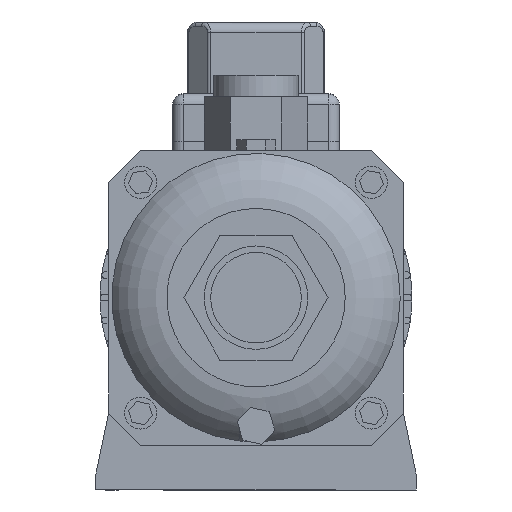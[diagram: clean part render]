
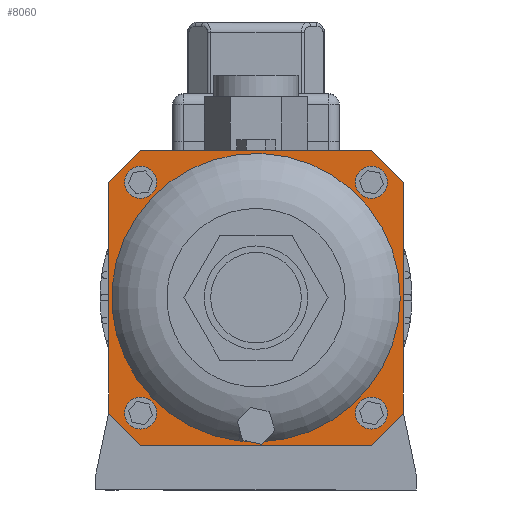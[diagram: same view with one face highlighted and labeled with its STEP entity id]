
A CAD part, left-side view. The second image highlights one B-rep face of the part: STEP entity #8060.
In plain terms, the highlighted planar face has unit normal (-1, 0, 0).
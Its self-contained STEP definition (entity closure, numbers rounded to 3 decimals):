
#164=FACE_BOUND($,#1354,.T.);
#165=FACE_BOUND($,#1355,.T.);
#166=FACE_BOUND($,#1356,.T.);
#167=FACE_BOUND($,#1357,.T.);
#168=FACE_BOUND($,#1358,.T.);
#439=PLANE($,#8816);
#862=FACE_OUTER_BOUND($,#1353,.T.);
#1353=EDGE_LOOP($,(#7070,#7071,#7072,#7073,#7074,#7075,#7076,#7077));
#1354=EDGE_LOOP($,(#7078,#7079));
#1355=EDGE_LOOP($,(#7080));
#1356=EDGE_LOOP($,(#7081));
#1357=EDGE_LOOP($,(#7082));
#1358=EDGE_LOOP($,(#7083));
#1791=CIRCLE($,#8815,7.85);
#1792=CIRCLE($,#8817,67.5);
#1793=CIRCLE($,#8818,7.5);
#1794=CIRCLE($,#8819,7.5);
#1795=CIRCLE($,#8820,7.5);
#1796=CIRCLE($,#8821,7.5);
#2402=LINE($,#13711,#3148);
#2403=LINE($,#13713,#3149);
#2404=LINE($,#13715,#3150);
#2405=LINE($,#13717,#3151);
#2406=LINE($,#13719,#3152);
#2407=LINE($,#13721,#3153);
#2408=LINE($,#13723,#3154);
#2409=LINE($,#13724,#3155);
#3148=VECTOR($,#10789,21.213);
#3149=VECTOR($,#10790,108.);
#3150=VECTOR($,#10791,21.213);
#3151=VECTOR($,#10792,108.);
#3152=VECTOR($,#10793,21.213);
#3153=VECTOR($,#10794,108.);
#3154=VECTOR($,#10795,21.213);
#3155=VECTOR($,#10796,108.);
#3931=VERTEX_POINT($,#13638);
#3932=VERTEX_POINT($,#13639);
#3933=VERTEX_POINT($,#13709);
#3934=VERTEX_POINT($,#13710);
#3935=VERTEX_POINT($,#13712);
#3936=VERTEX_POINT($,#13714);
#3937=VERTEX_POINT($,#13716);
#3938=VERTEX_POINT($,#13718);
#3939=VERTEX_POINT($,#13720);
#3940=VERTEX_POINT($,#13722);
#3941=VERTEX_POINT($,#13726);
#3942=VERTEX_POINT($,#13728);
#3943=VERTEX_POINT($,#13730);
#3944=VERTEX_POINT($,#13732);
#5006=EDGE_CURVE($,#3932,#3931,#1791,.T.);
#5007=EDGE_CURVE($,#3933,#3934,#2402,.T.);
#5008=EDGE_CURVE($,#3933,#3935,#2403,.T.);
#5009=EDGE_CURVE($,#3936,#3935,#2404,.T.);
#5010=EDGE_CURVE($,#3936,#3937,#2405,.T.);
#5011=EDGE_CURVE($,#3938,#3937,#2406,.T.);
#5012=EDGE_CURVE($,#3938,#3939,#2407,.T.);
#5013=EDGE_CURVE($,#3940,#3939,#2408,.T.);
#5014=EDGE_CURVE($,#3940,#3934,#2409,.T.);
#5015=EDGE_CURVE($,#3932,#3931,#1792,.T.);
#5016=EDGE_CURVE($,#3941,#3941,#1793,.T.);
#5017=EDGE_CURVE($,#3942,#3942,#1794,.T.);
#5018=EDGE_CURVE($,#3943,#3943,#1795,.T.);
#5019=EDGE_CURVE($,#3944,#3944,#1796,.T.);
#7070=ORIENTED_EDGE($,*,*,#5007,.F.);
#7071=ORIENTED_EDGE($,*,*,#5008,.T.);
#7072=ORIENTED_EDGE($,*,*,#5009,.F.);
#7073=ORIENTED_EDGE($,*,*,#5010,.T.);
#7074=ORIENTED_EDGE($,*,*,#5011,.F.);
#7075=ORIENTED_EDGE($,*,*,#5012,.T.);
#7076=ORIENTED_EDGE($,*,*,#5013,.F.);
#7077=ORIENTED_EDGE($,*,*,#5014,.T.);
#7078=ORIENTED_EDGE($,*,*,#5006,.T.);
#7079=ORIENTED_EDGE($,*,*,#5015,.F.);
#7080=ORIENTED_EDGE($,*,*,#5016,.T.);
#7081=ORIENTED_EDGE($,*,*,#5017,.T.);
#7082=ORIENTED_EDGE($,*,*,#5018,.T.);
#7083=ORIENTED_EDGE($,*,*,#5019,.T.);
#8060=ADVANCED_FACE($,(#862,#164,#165,#166,#167,#168),#439,.T.);
#8815=AXIS2_PLACEMENT_3D($,#13707,#10785,#10786);
#8816=AXIS2_PLACEMENT_3D($,#13708,#10787,#10788);
#8817=AXIS2_PLACEMENT_3D($,#13725,#10797,#10798);
#8818=AXIS2_PLACEMENT_3D($,#13727,#10799,#10800);
#8819=AXIS2_PLACEMENT_3D($,#13729,#10801,#10802);
#8820=AXIS2_PLACEMENT_3D($,#13731,#10803,#10804);
#8821=AXIS2_PLACEMENT_3D($,#13733,#10805,#10806);
#10785=DIRECTION('center_axis',(1.,0.,0.));
#10786=DIRECTION('ref_axis',(0.,1.,0.));
#10787=DIRECTION('center_axis',(-1.,0.,0.));
#10788=DIRECTION('ref_axis',(0.,-1.,0.));
#10789=DIRECTION($,(0.,0.707,0.707));
#10790=DIRECTION($,(0.,-1.,0.));
#10791=DIRECTION($,(0.,0.707,-0.707));
#10792=DIRECTION($,(0.,0.,1.));
#10793=DIRECTION($,(0.,-0.707,-0.707));
#10794=DIRECTION($,(0.,1.,0.));
#10795=DIRECTION($,(0.,-0.707,0.707));
#10796=DIRECTION($,(0.,0.,-1.));
#10797=DIRECTION('center_axis',(-1.,0.,0.));
#10798=DIRECTION('ref_axis',(0.,-1.,0.));
#10799=DIRECTION('center_axis',(1.,0.,0.));
#10800=DIRECTION('ref_axis',(0.,1.,0.));
#10801=DIRECTION('center_axis',(1.,0.,0.));
#10802=DIRECTION('ref_axis',(0.,1.,0.));
#10803=DIRECTION('center_axis',(1.,0.,0.));
#10804=DIRECTION('ref_axis',(0.,1.,0.));
#10805=DIRECTION('center_axis',(1.,0.,0.));
#10806=DIRECTION('ref_axis',(0.,1.,0.));
#13638=CARTESIAN_POINT('',(-115.091,2.458,22.545));
#13639=CARTESIAN_POINT('',(-115.091,-2.458,22.545));
#13707=CARTESIAN_POINT('Origin',(-115.091,0.,30.));
#13708=CARTESIAN_POINT('Origin',(-115.091,0.,90.));
#13709=CARTESIAN_POINT('',(-115.091,54.,21.));
#13710=CARTESIAN_POINT('',(-115.091,69.,36.));
#13711=CARTESIAN_POINT($,(-115.091,61.5,28.5));
#13712=CARTESIAN_POINT('',(-115.091,-54.,21.));
#13713=CARTESIAN_POINT($,(-115.091,69.,21.));
#13714=CARTESIAN_POINT('',(-115.091,-69.,36.));
#13715=CARTESIAN_POINT($,(-115.091,-61.5,28.5));
#13716=CARTESIAN_POINT('',(-115.091,-69.,144.));
#13717=CARTESIAN_POINT($,(-115.091,-69.,21.));
#13718=CARTESIAN_POINT('',(-115.091,-54.,159.));
#13719=CARTESIAN_POINT($,(-115.091,-61.5,151.5));
#13720=CARTESIAN_POINT('',(-115.091,54.,159.));
#13721=CARTESIAN_POINT($,(-115.091,-69.,159.));
#13722=CARTESIAN_POINT('',(-115.091,69.,144.));
#13723=CARTESIAN_POINT($,(-115.091,61.5,151.5));
#13724=CARTESIAN_POINT($,(-115.091,69.,159.));
#13725=CARTESIAN_POINT('Origin',(-115.091,0.,90.));
#13726=CARTESIAN_POINT('',(-115.091,46.5,144.));
#13727=CARTESIAN_POINT('Origin',(-115.091,54.,144.));
#13728=CARTESIAN_POINT('',(-115.091,-61.5,144.));
#13729=CARTESIAN_POINT('Origin',(-115.091,-54.,144.));
#13730=CARTESIAN_POINT('',(-115.091,46.5,36.));
#13731=CARTESIAN_POINT('Origin',(-115.091,54.,36.));
#13732=CARTESIAN_POINT('',(-115.091,-61.5,36.));
#13733=CARTESIAN_POINT('Origin',(-115.091,-54.,36.));
